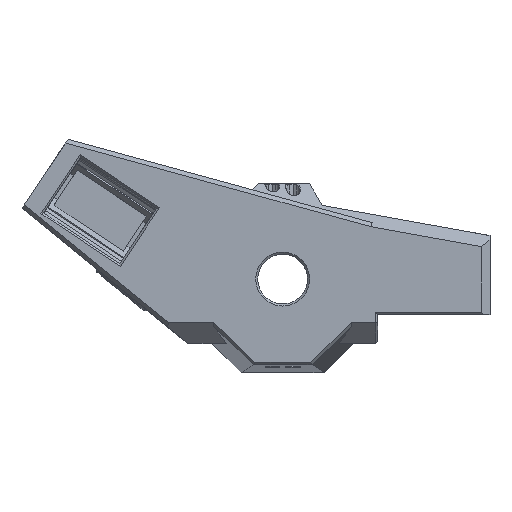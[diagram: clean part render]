
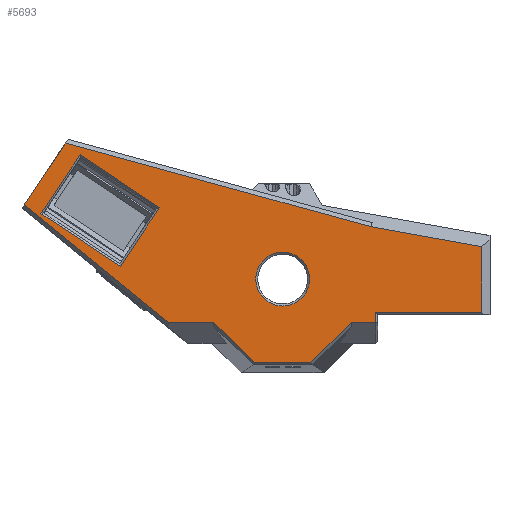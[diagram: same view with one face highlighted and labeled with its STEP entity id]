
A CAD part, top view. The second image highlights one B-rep face of the part: STEP entity #5693.
In plain terms, the highlighted planar face has unit normal (0, 0, 1).
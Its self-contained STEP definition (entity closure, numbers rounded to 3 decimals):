
#233=CIRCLE('',#6108,6.5);
#308=FACE_BOUND('',#898,.T.);
#309=FACE_BOUND('',#899,.T.);
#565=FACE_OUTER_BOUND('',#897,.T.);
#897=EDGE_LOOP('',(#4338,#4339,#4340,#4341,#4342,#4343,#4344,#4345,#4346,
#4347,#4348,#4349));
#898=EDGE_LOOP('',(#4350,#4351,#4352,#4353));
#899=EDGE_LOOP('',(#4354));
#1286=LINE('',#9159,#1868);
#1362=LINE('',#9976,#1944);
#1363=LINE('',#9978,#1945);
#1364=LINE('',#9980,#1946);
#1365=LINE('',#9981,#1947);
#1366=LINE('',#9983,#1948);
#1367=LINE('',#9985,#1949);
#1368=LINE('',#9987,#1950);
#1369=LINE('',#9989,#1951);
#1370=LINE('',#9991,#1952);
#1371=LINE('',#9993,#1953);
#1372=LINE('',#9994,#1954);
#1373=LINE('',#9997,#1955);
#1374=LINE('',#9999,#1956);
#1375=LINE('',#10001,#1957);
#1376=LINE('',#10002,#1958);
#1868=VECTOR('',#6704,10.);
#1944=VECTOR('',#6980,10.);
#1945=VECTOR('',#6981,10.);
#1946=VECTOR('',#6982,10.);
#1947=VECTOR('',#6983,10.);
#1948=VECTOR('',#6984,10.);
#1949=VECTOR('',#6985,10.);
#1950=VECTOR('',#6986,10.);
#1951=VECTOR('',#6987,10.);
#1952=VECTOR('',#6988,10.);
#1953=VECTOR('',#6989,10.);
#1954=VECTOR('',#6990,10.);
#1955=VECTOR('',#6991,10.);
#1956=VECTOR('',#6992,10.);
#1957=VECTOR('',#6993,10.);
#1958=VECTOR('',#6994,10.);
#2504=VERTEX_POINT('',#9156);
#2505=VERTEX_POINT('',#9158);
#2598=VERTEX_POINT('',#9970);
#2599=VERTEX_POINT('',#9974);
#2600=VERTEX_POINT('',#9975);
#2601=VERTEX_POINT('',#9977);
#2602=VERTEX_POINT('',#9979);
#2603=VERTEX_POINT('',#9982);
#2604=VERTEX_POINT('',#9984);
#2605=VERTEX_POINT('',#9986);
#2606=VERTEX_POINT('',#9988);
#2607=VERTEX_POINT('',#9990);
#2608=VERTEX_POINT('',#9992);
#2609=VERTEX_POINT('',#9995);
#2610=VERTEX_POINT('',#9996);
#2611=VERTEX_POINT('',#9998);
#2612=VERTEX_POINT('',#10000);
#3100=EDGE_CURVE('',#2504,#2505,#1286,.T.);
#3242=EDGE_CURVE('',#2598,#2598,#233,.T.);
#3244=EDGE_CURVE('',#2599,#2600,#1362,.T.);
#3245=EDGE_CURVE('',#2601,#2599,#1363,.T.);
#3246=EDGE_CURVE('',#2602,#2601,#1364,.T.);
#3247=EDGE_CURVE('',#2505,#2602,#1365,.T.);
#3248=EDGE_CURVE('',#2603,#2504,#1366,.T.);
#3249=EDGE_CURVE('',#2603,#2604,#1367,.T.);
#3250=EDGE_CURVE('',#2605,#2604,#1368,.T.);
#3251=EDGE_CURVE('',#2606,#2605,#1369,.T.);
#3252=EDGE_CURVE('',#2606,#2607,#1370,.T.);
#3253=EDGE_CURVE('',#2607,#2608,#1371,.T.);
#3254=EDGE_CURVE('',#2608,#2600,#1372,.T.);
#3255=EDGE_CURVE('',#2609,#2610,#1373,.T.);
#3256=EDGE_CURVE('',#2611,#2609,#1374,.T.);
#3257=EDGE_CURVE('',#2612,#2611,#1375,.T.);
#3258=EDGE_CURVE('',#2610,#2612,#1376,.T.);
#4338=ORIENTED_EDGE('',*,*,#3244,.F.);
#4339=ORIENTED_EDGE('',*,*,#3245,.F.);
#4340=ORIENTED_EDGE('',*,*,#3246,.F.);
#4341=ORIENTED_EDGE('',*,*,#3247,.F.);
#4342=ORIENTED_EDGE('',*,*,#3100,.F.);
#4343=ORIENTED_EDGE('',*,*,#3248,.F.);
#4344=ORIENTED_EDGE('',*,*,#3249,.T.);
#4345=ORIENTED_EDGE('',*,*,#3250,.F.);
#4346=ORIENTED_EDGE('',*,*,#3251,.F.);
#4347=ORIENTED_EDGE('',*,*,#3252,.T.);
#4348=ORIENTED_EDGE('',*,*,#3253,.T.);
#4349=ORIENTED_EDGE('',*,*,#3254,.T.);
#4350=ORIENTED_EDGE('',*,*,#3255,.F.);
#4351=ORIENTED_EDGE('',*,*,#3256,.F.);
#4352=ORIENTED_EDGE('',*,*,#3257,.F.);
#4353=ORIENTED_EDGE('',*,*,#3258,.F.);
#4354=ORIENTED_EDGE('',*,*,#3242,.T.);
#5436=PLANE('',#6109);
#5693=ADVANCED_FACE('',(#565,#308,#309),#5436,.F.);
#6108=AXIS2_PLACEMENT_3D('',#9971,#6975,#6976);
#6109=AXIS2_PLACEMENT_3D('',#9973,#6978,#6979);
#6704=DIRECTION('',(0.984,-0.177,0.));
#6975=DIRECTION('center_axis',(0.,0.,-1.));
#6976=DIRECTION('ref_axis',(0.,1.,0.));
#6978=DIRECTION('center_axis',(0.,0.,-1.));
#6979=DIRECTION('ref_axis',(-1.,0.,0.));
#6980=DIRECTION('',(-1.,0.,0.));
#6981=DIRECTION('',(0.,-1.,0.));
#6982=DIRECTION('',(-1.,0.,0.));
#6983=DIRECTION('',(0.,-1.,0.));
#6984=DIRECTION('',(0.964,-0.264,0.));
#6985=DIRECTION('',(-0.555,-0.832,0.));
#6986=DIRECTION('',(-0.775,0.632,0.));
#6987=DIRECTION('',(-1.,0.,0.));
#6988=DIRECTION('',(0.721,-0.693,0.));
#6989=DIRECTION('',(1.,0.,0.));
#6990=DIRECTION('',(0.721,0.693,0.));
#6991=DIRECTION('',(-0.832,0.555,0.));
#6992=DIRECTION('',(0.555,0.832,0.));
#6993=DIRECTION('',(0.832,-0.555,0.));
#6994=DIRECTION('',(-0.555,-0.832,0.));
#9156=CARTESIAN_POINT('',(-33.655,12.61,0.));
#9158=CARTESIAN_POINT('',(-7.,7.812,0.));
#9159=CARTESIAN_POINT('',(-57.608,16.921,0.));
#9970=CARTESIAN_POINT('',(-55.,-6.5,0.));
#9971=CARTESIAN_POINT('Origin',(-55.,0.,0.));
#9973=CARTESIAN_POINT('Origin',(-61.43,7.598,0.));
#9974=CARTESIAN_POINT('',(-32.6,-10.5,0.));
#9975=CARTESIAN_POINT('',(-38.401,-10.5,0.));
#9976=CARTESIAN_POINT('',(-46.765,-10.5,0.));
#9977=CARTESIAN_POINT('',(-32.6,-8.,0.));
#9978=CARTESIAN_POINT('',(-32.6,-0.451,0.));
#9979=CARTESIAN_POINT('',(-7.,-8.,0.));
#9980=CARTESIAN_POINT('',(-33.215,-8.,0.));
#9981=CARTESIAN_POINT('',(-7.,9.049,0.));
#9982=CARTESIAN_POINT('',(-107.35,32.819,0.));
#9983=CARTESIAN_POINT('',(-70.414,22.69,0.));
#9984=CARTESIAN_POINT('',(-117.303,17.891,0.));
#9985=CARTESIAN_POINT('',(-106.766,33.696,0.));
#9986=CARTESIAN_POINT('',(-82.454,-10.5,0.));
#9987=CARTESIAN_POINT('',(-77.974,-14.15,0.));
#9988=CARTESIAN_POINT('',(-71.599,-10.5,0.));
#9989=CARTESIAN_POINT('',(-65.215,-10.5,0.));
#9990=CARTESIAN_POINT('',(-61.719,-20.,0.));
#9991=CARTESIAN_POINT('',(-70.628,-11.433,0.));
#9992=CARTESIAN_POINT('',(-48.281,-20.,0.));
#9993=CARTESIAN_POINT('',(-56.322,-20.,0.));
#9994=CARTESIAN_POINT('',(-42.625,-14.562,0.));
#9995=CARTESIAN_POINT('',(-84.716,17.193,0.));
#9996=CARTESIAN_POINT('',(-103.854,29.951,0.));
#9997=CARTESIAN_POINT('',(-83.802,16.584,0.));
#9998=CARTESIAN_POINT('',(-94.146,3.049,0.));
#9999=CARTESIAN_POINT('',(-85.706,15.709,0.));
#10000=CARTESIAN_POINT('',(-113.284,15.807,0.));
#10001=CARTESIAN_POINT('',(-93.232,2.439,0.));
#10002=CARTESIAN_POINT('',(-104.843,28.468,0.));
